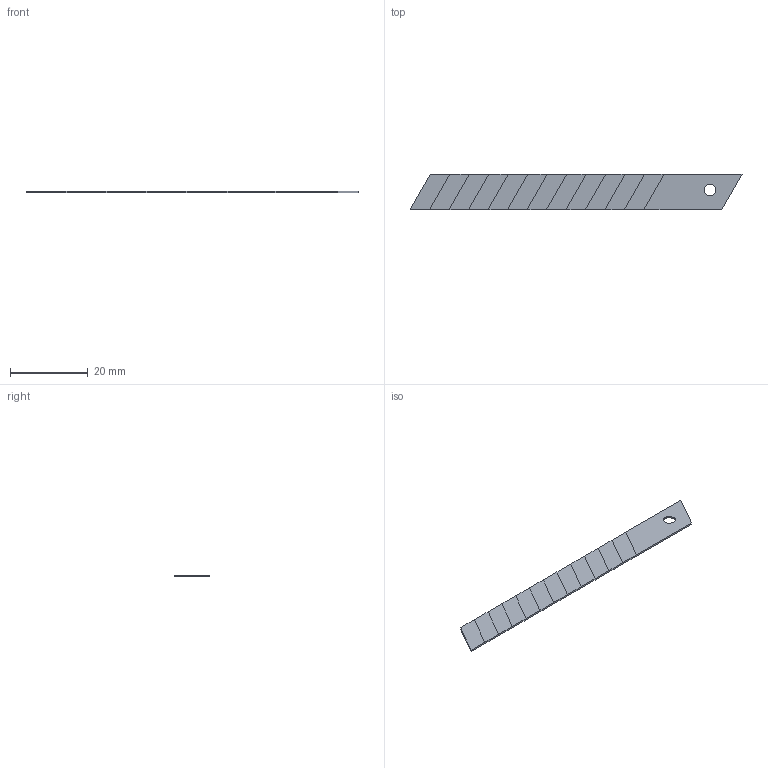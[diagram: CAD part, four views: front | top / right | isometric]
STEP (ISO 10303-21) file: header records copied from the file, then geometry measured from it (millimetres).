
FILE_DESCRIPTION(('FreeCAD Model'),'2;1');
FILE_NAME('blade-9mm.step', '2015-01-01T17:15:13',('FreeCAD'),('FreeCAD'), 'Open CASCADE STEP processor 6.7','FreeCAD','Unknown');
FILE_SCHEMA(('AUTOMOTIVE_DESIGN_CC2 { 1 2 10303 214 -1 1 5 4 }'));
Length unit declared in the file: millimetre
Products named in the file (1): Fusion
Bounding box: 85.2 x 9 x 0.43 mm (x, y, z)
Volume: 306.6 mm3; surface area: 1606 mm2
Topology: 12 solids, 12 shells, 77 faces, 155 edges, 102 vertices
Faces by surface type: plane 76, cylinder 1
Full cylindrical faces by diameter (mm): 3 x1
Entity records: 4076 total; most frequent: CARTESIAN_POINT 645, DIRECTION 623, LINE 461, VECTOR 461, ORIENTED_EDGE 310, PCURVE 310, DEFINITIONAL_REPRESENTATION 310, EDGE_CURVE 155
